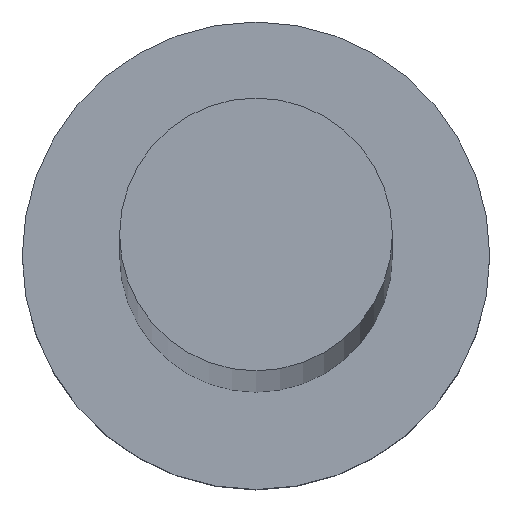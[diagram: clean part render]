
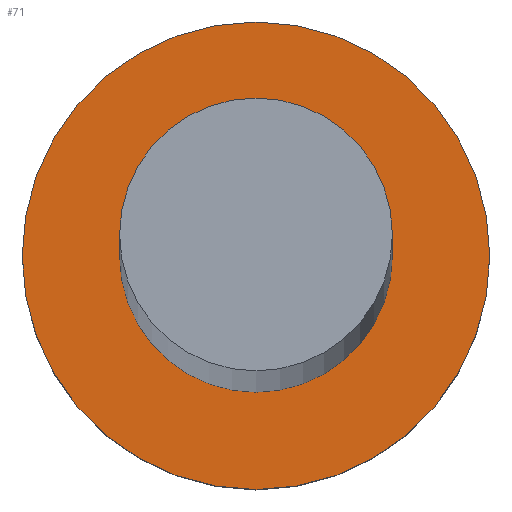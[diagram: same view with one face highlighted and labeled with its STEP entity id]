
A CAD part, top view. The second image highlights one B-rep face of the part: STEP entity #71.
In plain terms, the highlighted planar face has unit normal (0, 0, 1).
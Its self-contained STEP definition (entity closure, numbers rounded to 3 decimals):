
#14 = FACE_OUTER_BOUND ( 'NONE', #88, .T. ) ;
#20 = EDGE_LOOP ( 'NONE', ( #175, #196 ) ) ;
#22 = DIRECTION ( 'NONE',  ( 0., 0., 1. ) ) ;
#25 = AXIS2_PLACEMENT_3D ( 'NONE', #228, #22, #47 ) ;
#37 = ORIENTED_EDGE ( 'NONE', *, *, #207, .T. ) ;
#44 = EDGE_CURVE ( 'NONE', #169, #198, #230, .T. ) ;
#46 = CARTESIAN_POINT ( 'NONE',  ( 0., 0., 3. ) ) ;
#47 = DIRECTION ( 'NONE',  ( 1., 0., 0. ) ) ;
#48 = CIRCLE ( 'NONE', #249, 3. ) ;
#59 = DIRECTION ( 'NONE',  ( 1., 0., 0. ) ) ;
#71 = ADVANCED_FACE ( 'NONE', ( #158, #14 ), #156, .T. ) ;
#72 = ORIENTED_EDGE ( 'NONE', *, *, #44, .T. ) ;
#79 = CARTESIAN_POINT ( 'NONE',  ( 0., 0., 3. ) ) ;
#80 = CIRCLE ( 'NONE', #25, 1.75 ) ;
#83 = DIRECTION ( 'NONE',  ( 0., 0., 1. ) ) ;
#88 = EDGE_LOOP ( 'NONE', ( #37, #72 ) ) ;
#95 = VERTEX_POINT ( 'NONE', #182 ) ;
#97 = CIRCLE ( 'NONE', #223, 1.75 ) ;
#118 = DIRECTION ( 'NONE',  ( 1., 0., 0. ) ) ;
#121 = DIRECTION ( 'NONE',  ( 0., 0., 1. ) ) ;
#124 = DIRECTION ( 'NONE',  ( 1., 0., 0. ) ) ;
#125 = AXIS2_PLACEMENT_3D ( 'NONE', #79, #137, #59 ) ;
#137 = DIRECTION ( 'NONE',  ( 0., 0., 1. ) ) ;
#139 = CARTESIAN_POINT ( 'NONE',  ( 0., 0., 3. ) ) ;
#142 = DIRECTION ( 'NONE',  ( 1., 0., 0. ) ) ;
#148 = EDGE_CURVE ( 'NONE', #95, #231, #97, .T. ) ;
#156 = PLANE ( 'NONE',  #168 ) ;
#158 = FACE_BOUND ( 'NONE', #20, .T. ) ;
#168 = AXIS2_PLACEMENT_3D ( 'NONE', #139, #121, #118 ) ;
#169 = VERTEX_POINT ( 'NONE', #183 ) ;
#170 = CARTESIAN_POINT ( 'NONE',  ( -3., 0., 3. ) ) ;
#175 = ORIENTED_EDGE ( 'NONE', *, *, #148, .F. ) ;
#182 = CARTESIAN_POINT ( 'NONE',  ( -1.75, 0., 3. ) ) ;
#183 = CARTESIAN_POINT ( 'NONE',  ( 3., 0., 3. ) ) ;
#184 = CARTESIAN_POINT ( 'NONE',  ( 1.75, 0., 3. ) ) ;
#196 = ORIENTED_EDGE ( 'NONE', *, *, #244, .F. ) ;
#198 = VERTEX_POINT ( 'NONE', #170 ) ;
#202 = DIRECTION ( 'NONE',  ( 0., 0., 1. ) ) ;
#207 = EDGE_CURVE ( 'NONE', #198, #169, #48, .T. ) ;
#223 = AXIS2_PLACEMENT_3D ( 'NONE', #241, #83, #124 ) ;
#228 = CARTESIAN_POINT ( 'NONE',  ( 0., 0., 3. ) ) ;
#230 = CIRCLE ( 'NONE', #125, 3. ) ;
#231 = VERTEX_POINT ( 'NONE', #184 ) ;
#241 = CARTESIAN_POINT ( 'NONE',  ( 0., 0., 3. ) ) ;
#244 = EDGE_CURVE ( 'NONE', #231, #95, #80, .T. ) ;
#249 = AXIS2_PLACEMENT_3D ( 'NONE', #46, #202, #142 ) ;
